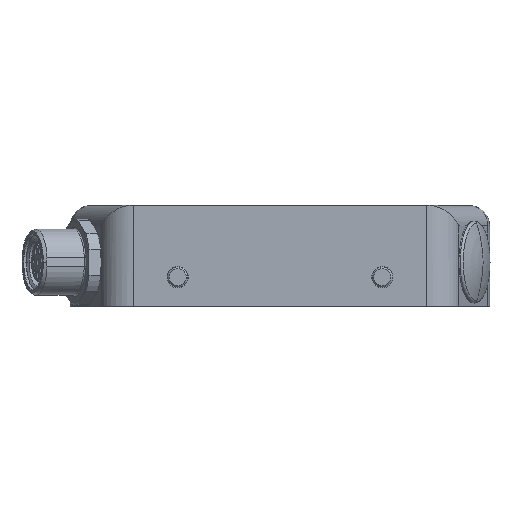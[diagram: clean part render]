
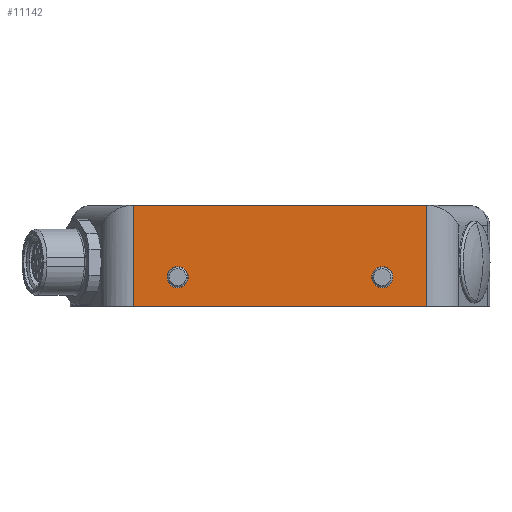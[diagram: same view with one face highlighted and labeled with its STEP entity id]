
A CAD part, front view. The second image highlights one B-rep face of the part: STEP entity #11142.
In plain terms, the highlighted planar face has unit normal (0, -1, 0).
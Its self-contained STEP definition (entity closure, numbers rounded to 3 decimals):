
#284 = DIRECTION ( 'NONE',  ( 0., 1., 0. ) ) ;
#815 = EDGE_LOOP ( 'NONE', ( #8874, #11812, #20015, #15829 ) ) ;
#897 = VERTEX_POINT ( 'NONE', #16266 ) ;
#1745 = DIRECTION ( 'NONE',  ( 0., 0., -1. ) ) ;
#1888 = CARTESIAN_POINT ( 'NONE',  ( 15., 32., 2.75 ) ) ;
#2274 = FACE_BOUND ( 'NONE', #9381, .T. ) ;
#2317 = CARTESIAN_POINT ( 'NONE',  ( -21.499, 32., 0. ) ) ;
#2847 = EDGE_LOOP ( 'NONE', ( #17800, #6904 ) ) ;
#2906 = VERTEX_POINT ( 'NONE', #2317 ) ;
#3244 = CIRCLE ( 'NONE', #5725, 1.55 ) ;
#3542 = CARTESIAN_POINT ( 'NONE',  ( 15., 32., 4.3 ) ) ;
#3624 = CARTESIAN_POINT ( 'NONE',  ( 15., 32., 4.3 ) ) ;
#4034 = DIRECTION ( 'NONE',  ( 0., 0., 1. ) ) ;
#4213 = EDGE_CURVE ( 'NONE', #897, #2906, #15588, .T. ) ;
#4317 = ORIENTED_EDGE ( 'NONE', *, *, #11140, .T. ) ;
#4516 = EDGE_CURVE ( 'NONE', #897, #9182, #14701, .T. ) ;
#4537 = CARTESIAN_POINT ( 'NONE',  ( -25., 32., 14.8 ) ) ;
#5438 = AXIS2_PLACEMENT_3D ( 'NONE', #5627, #19241, #10777 ) ;
#5530 = CARTESIAN_POINT ( 'NONE',  ( -15., 32., 4.3 ) ) ;
#5627 = CARTESIAN_POINT ( 'NONE',  ( -15., 32., 4.3 ) ) ;
#5725 = AXIS2_PLACEMENT_3D ( 'NONE', #3624, #6948, #10430 ) ;
#6042 = EDGE_CURVE ( 'NONE', #6697, #6672, #16394, .T. ) ;
#6413 = EDGE_CURVE ( 'NONE', #6672, #6697, #3244, .T. ) ;
#6599 = VERTEX_POINT ( 'NONE', #10763 ) ;
#6672 = VERTEX_POINT ( 'NONE', #1888 ) ;
#6697 = VERTEX_POINT ( 'NONE', #17171 ) ;
#6904 = ORIENTED_EDGE ( 'NONE', *, *, #6413, .T. ) ;
#6948 = DIRECTION ( 'NONE',  ( 0., 1., 0. ) ) ;
#7197 = AXIS2_PLACEMENT_3D ( 'NONE', #19352, #9637, #20030 ) ;
#7410 = DIRECTION ( 'NONE',  ( 0., 0., 1. ) ) ;
#7666 = CARTESIAN_POINT ( 'NONE',  ( -25., 32., 0. ) ) ;
#8529 = VECTOR ( 'NONE', #13147, 1000. ) ;
#8874 = ORIENTED_EDGE ( 'NONE', *, *, #20850, .T. ) ;
#9077 = FACE_OUTER_BOUND ( 'NONE', #815, .T. ) ;
#9182 = VERTEX_POINT ( 'NONE', #9503 ) ;
#9381 = EDGE_LOOP ( 'NONE', ( #4317, #16624 ) ) ;
#9503 = CARTESIAN_POINT ( 'NONE',  ( 21.499, 32., 14.8 ) ) ;
#9637 = DIRECTION ( 'NONE',  ( 0., 1., 0. ) ) ;
#10332 = AXIS2_PLACEMENT_3D ( 'NONE', #3542, #284, #10681 ) ;
#10430 = DIRECTION ( 'NONE',  ( 0., 0., 1. ) ) ;
#10681 = DIRECTION ( 'NONE',  ( 0., 0., 1. ) ) ;
#10763 = CARTESIAN_POINT ( 'NONE',  ( -15., 32., 2.75 ) ) ;
#10777 = DIRECTION ( 'NONE',  ( 0., 0., 1. ) ) ;
#10833 = VECTOR ( 'NONE', #4034, 1000. ) ;
#11140 = EDGE_CURVE ( 'NONE', #16617, #6599, #21118, .T. ) ;
#11142 = ADVANCED_FACE ( 'NONE', ( #17555, #2274, #9077 ), #12569, .F. ) ;
#11472 = LINE ( 'NONE', #7666, #17188 ) ;
#11812 = ORIENTED_EDGE ( 'NONE', *, *, #16804, .T. ) ;
#12152 = CARTESIAN_POINT ( 'NONE',  ( -21.499, 32., 14.8 ) ) ;
#12314 = VERTEX_POINT ( 'NONE', #18817 ) ;
#12354 = DIRECTION ( 'NONE',  ( 0., 1., 0. ) ) ;
#12526 = CARTESIAN_POINT ( 'NONE',  ( 21.499, 32., 14.8 ) ) ;
#12569 = PLANE ( 'NONE',  #7197 ) ;
#12979 = LINE ( 'NONE', #12526, #10833 ) ;
#13147 = DIRECTION ( 'NONE',  ( 1., 0., 0. ) ) ;
#13953 = EDGE_CURVE ( 'NONE', #6599, #16617, #21321, .T. ) ;
#14701 = LINE ( 'NONE', #4537, #8529 ) ;
#15210 = CARTESIAN_POINT ( 'NONE',  ( -15., 32., 5.85 ) ) ;
#15588 = LINE ( 'NONE', #12152, #18797 ) ;
#15829 = ORIENTED_EDGE ( 'NONE', *, *, #4213, .T. ) ;
#16266 = CARTESIAN_POINT ( 'NONE',  ( -21.499, 32., 14.8 ) ) ;
#16394 = CIRCLE ( 'NONE', #10332, 1.55 ) ;
#16617 = VERTEX_POINT ( 'NONE', #15210 ) ;
#16624 = ORIENTED_EDGE ( 'NONE', *, *, #13953, .T. ) ;
#16804 = EDGE_CURVE ( 'NONE', #12314, #9182, #12979, .T. ) ;
#17171 = CARTESIAN_POINT ( 'NONE',  ( 15., 32., 5.85 ) ) ;
#17188 = VECTOR ( 'NONE', #21616, 1000. ) ;
#17555 = FACE_BOUND ( 'NONE', #2847, .T. ) ;
#17800 = ORIENTED_EDGE ( 'NONE', *, *, #6042, .T. ) ;
#18797 = VECTOR ( 'NONE', #1745, 1000. ) ;
#18817 = CARTESIAN_POINT ( 'NONE',  ( 21.499, 32., 0. ) ) ;
#19241 = DIRECTION ( 'NONE',  ( 0., 1., 0. ) ) ;
#19352 = CARTESIAN_POINT ( 'NONE',  ( -25., 32., 14.8 ) ) ;
#19531 = AXIS2_PLACEMENT_3D ( 'NONE', #5530, #12354, #7410 ) ;
#20015 = ORIENTED_EDGE ( 'NONE', *, *, #4516, .F. ) ;
#20030 = DIRECTION ( 'NONE',  ( 0., 0., 1. ) ) ;
#20850 = EDGE_CURVE ( 'NONE', #2906, #12314, #11472, .T. ) ;
#21118 = CIRCLE ( 'NONE', #5438, 1.55 ) ;
#21321 = CIRCLE ( 'NONE', #19531, 1.55 ) ;
#21616 = DIRECTION ( 'NONE',  ( 1., 0., 0. ) ) ;
